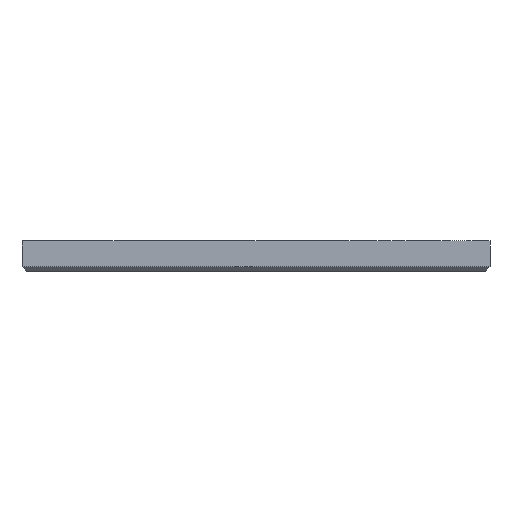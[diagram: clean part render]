
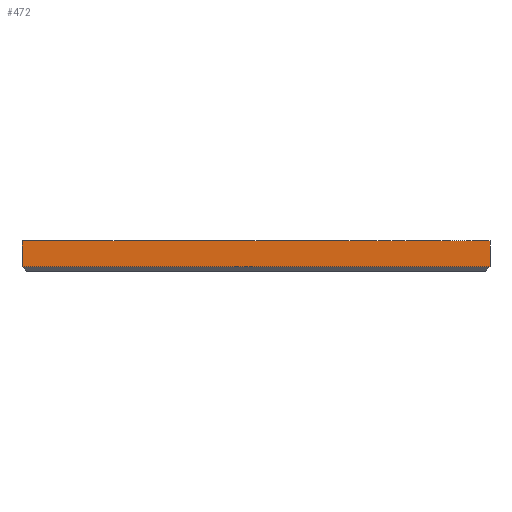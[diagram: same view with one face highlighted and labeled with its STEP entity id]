
A CAD part, front view. The second image highlights one B-rep face of the part: STEP entity #472.
In plain terms, the highlighted planar face has unit normal (0, -1, 0).
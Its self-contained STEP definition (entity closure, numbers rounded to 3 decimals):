
#12 = EDGE_LOOP ( 'NONE', ( #825, #1466, #1522, #476 ) ) ;
#44 = VECTOR ( 'NONE', #72, 1000. ) ;
#72 = DIRECTION ( 'NONE',  ( 1., 0., 0. ) ) ;
#143 = DIRECTION ( 'NONE',  ( 0., 1., 0. ) ) ;
#228 = CARTESIAN_POINT ( 'NONE',  ( 148.299, -139.486, 150.9 ) ) ;
#232 = DIRECTION ( 'NONE',  ( 0., 0., -1. ) ) ;
#273 = EDGE_CURVE ( 'NONE', #893, #676, #1047, .T. ) ;
#287 = LINE ( 'NONE', #1480, #494 ) ;
#291 = CARTESIAN_POINT ( 'NONE',  ( 148.299, -139.486, 150.9 ) ) ;
#346 = LINE ( 'NONE', #1580, #630 ) ;
#471 = CARTESIAN_POINT ( 'NONE',  ( 148.299, -139.486, 153.3 ) ) ;
#472 = ADVANCED_FACE ( 'NONE', ( #821 ), #1356, .F. ) ;
#476 = ORIENTED_EDGE ( 'NONE', *, *, #1332, .T. ) ;
#491 = VECTOR ( 'NONE', #872, 1000. ) ;
#494 = VECTOR ( 'NONE', #680, 1000. ) ;
#630 = VECTOR ( 'NONE', #232, 1000. ) ;
#654 = VERTEX_POINT ( 'NONE', #471 ) ;
#655 = CARTESIAN_POINT ( 'NONE',  ( 0., -139.486, 0. ) ) ;
#676 = VERTEX_POINT ( 'NONE', #291 ) ;
#680 = DIRECTION ( 'NONE',  ( -1., 0., 0. ) ) ;
#725 = CARTESIAN_POINT ( 'NONE',  ( 148.299, -139.486, 130.8 ) ) ;
#821 = FACE_OUTER_BOUND ( 'NONE', #12, .T. ) ;
#825 = ORIENTED_EDGE ( 'NONE', *, *, #1154, .T. ) ;
#829 = VERTEX_POINT ( 'NONE', #841 ) ;
#841 = CARTESIAN_POINT ( 'NONE',  ( 105.099, -139.486, 153.3 ) ) ;
#854 = LINE ( 'NONE', #725, #491 ) ;
#872 = DIRECTION ( 'NONE',  ( 0., 0., 1. ) ) ;
#893 = VERTEX_POINT ( 'NONE', #1638 ) ;
#983 = EDGE_CURVE ( 'NONE', #676, #654, #854, .T. ) ;
#1047 = LINE ( 'NONE', #228, #44 ) ;
#1154 = EDGE_CURVE ( 'NONE', #829, #893, #346, .T. ) ;
#1285 = AXIS2_PLACEMENT_3D ( 'NONE', #655, #143, #1337 ) ;
#1332 = EDGE_CURVE ( 'NONE', #654, #829, #287, .T. ) ;
#1337 = DIRECTION ( 'NONE',  ( 0., 0., 1. ) ) ;
#1356 = PLANE ( 'NONE',  #1285 ) ;
#1466 = ORIENTED_EDGE ( 'NONE', *, *, #273, .T. ) ;
#1480 = CARTESIAN_POINT ( 'NONE',  ( 105.099, -139.486, 153.3 ) ) ;
#1522 = ORIENTED_EDGE ( 'NONE', *, *, #983, .T. ) ;
#1580 = CARTESIAN_POINT ( 'NONE',  ( 105.099, -139.486, 145.5 ) ) ;
#1638 = CARTESIAN_POINT ( 'NONE',  ( 105.099, -139.486, 150.9 ) ) ;
